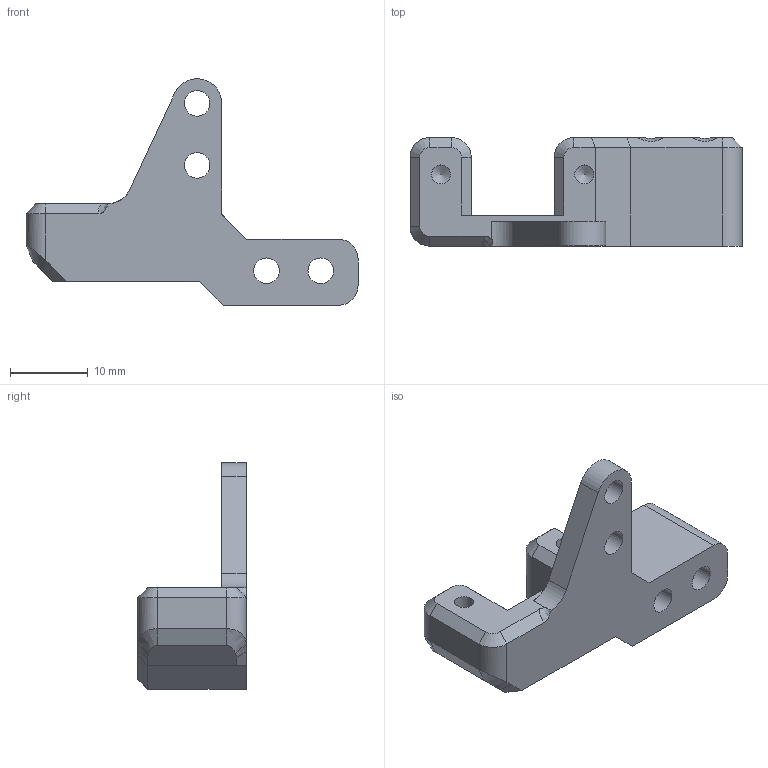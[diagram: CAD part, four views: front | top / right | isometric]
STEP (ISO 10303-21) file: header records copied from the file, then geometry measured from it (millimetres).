
FILE_DESCRIPTION(/* description */ ('','CAx-IF Rec.Pracs.---Representation and Presentation of Product Manufacturing Information (PMI)---4.0---2014-10-13'),/* implementation_level */ '2;1');
FILE_NAME(/* name */ 'probe_mount.stp',/* time_stamp */ '2024-04-26T11:21:42-05:00',/* author */ ('Mike'),/* organization */ (''),/* preprocessor_version */ 'ST-DEVELOPER v18.1',/* originating_system */ 'Autodesk Inventor 2020',/* authorisation */ '');
FILE_SCHEMA (('AP242_MANAGED_MODEL_BASED_3D_ENGINEERING_MIM_LF { 1 0 10303 442 1 1 4 }'));
Length unit declared in the file: inch
Products named in the file (1): probe_mount
Bounding box: 42.84 x 14 x 29.22 mm (x, y, z)
Volume: 4318.7 mm3; surface area: 2932 mm2
Topology: 1 solids, 1 shells, 75 faces, 225 edges, 171 vertices
Faces by surface type: plane 40, cylinder 18, cone 12, bspline 5
Full cylindrical faces by diameter (mm): 2.459 x2, 3.3 x2, 3.302 x2, 3.404 x2, 6.502 x2
Entity records: 2764 total; most frequent: CARTESIAN_POINT 652, DIRECTION 437, ORIENTED_EDGE 390, EDGE_CURVE 195, AXIS2_PLACEMENT_3D 156, LINE 125, VECTOR 125, VERTEX_POINT 124
